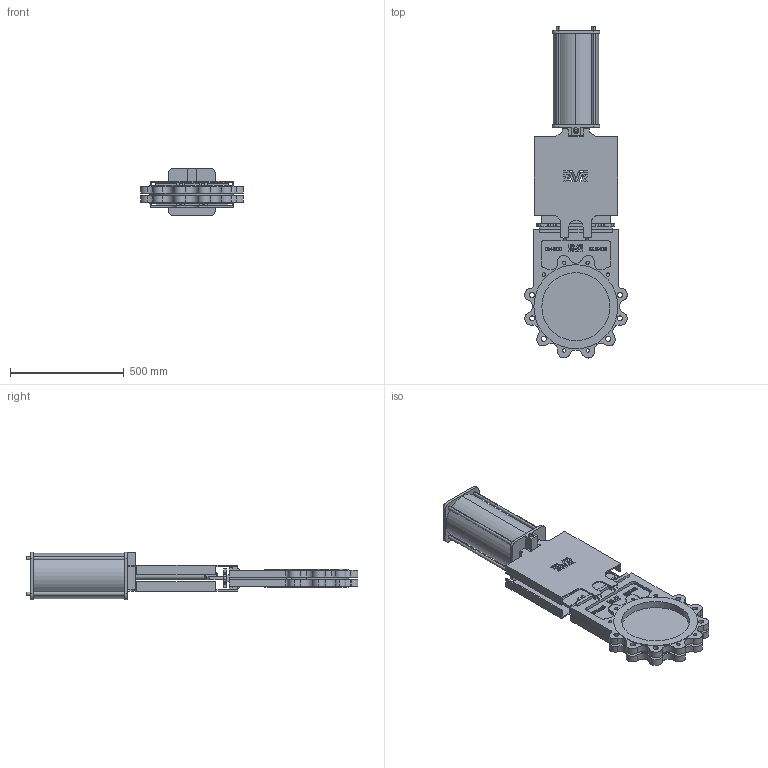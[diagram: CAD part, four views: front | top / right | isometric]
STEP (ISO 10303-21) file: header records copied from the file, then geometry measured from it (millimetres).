
FILE_DESCRIPTION (( 'STEP AP203' ), '1' );
FILE_NAME ('70230040034.STEP', '2017-04-07T12:45:50', ( '' ), ( '' ), 'SwSTEP 2.0', 'SolidWorks 2016', '' );
FILE_SCHEMA (( 'CONFIG_CONTROL_DESIGN' ));
Products named in the file (1): 70230040034
Bounding box: 452.03 x 1462.01 x 210 mm (x, y, z)
Volume: 26757986.5 mm3; surface area: 1989215.9 mm2
Topology: 1 solids, 1 shells, 1202 faces, 3389 edges, 2255 vertices
Faces by surface type: plane 553, cylinder 473, bspline 172, cone 4
Entity records: 50058 total; most frequent: CARTESIAN_POINT 18929, ORIENTED_EDGE 6778, DIRECTION 6059, EDGE_CURVE 3389, VERTEX_POINT 2255, LINE 2089, VECTOR 2089, AXIS2_PLACEMENT_3D 1985
